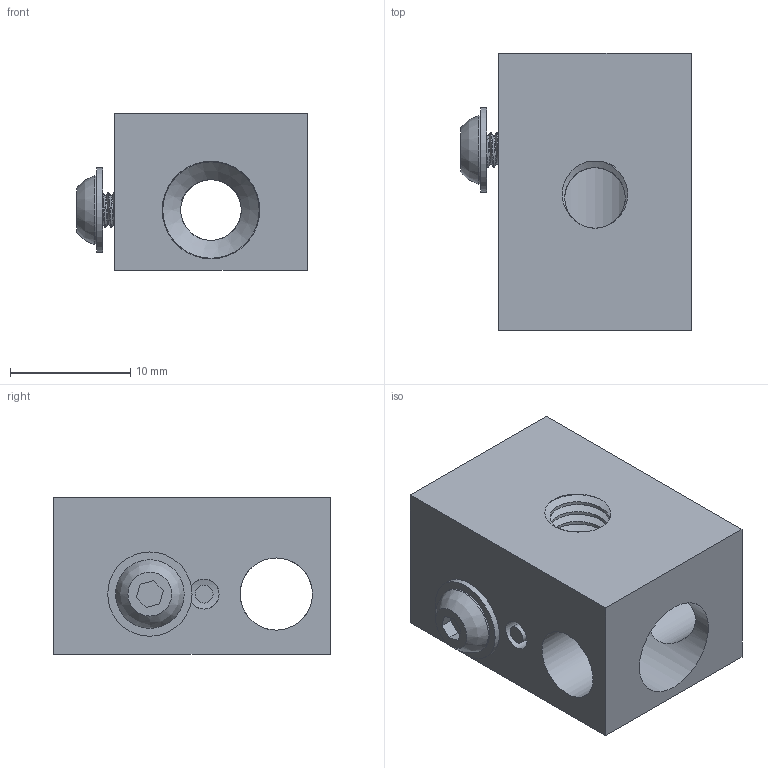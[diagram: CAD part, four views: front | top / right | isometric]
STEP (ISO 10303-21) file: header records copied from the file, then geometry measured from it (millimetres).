
FILE_DESCRIPTION(/* description */ (''),/* implementation_level */ '2;1');
FILE_NAME(/* name */ 'Hotend Heater block.step',/* time_stamp */ '2022-05-18T19:31:06-04:00',/* author */ (''),/* organization */ (''),/* preprocessor_version */ 'ST-DEVELOPER v18.1',/* originating_system */ 'Autodesk Translation Framework v10.14.0.1471',/* authorisation */ '');
FILE_SCHEMA (('AUTOMOTIVE_DESIGN { 1 0 10303 214 3 1 1 }'));
Length unit declared in the file: millimetre
Products named in the file (5): Hotend Heater block; M3x4 buttonhead; ISO 7380-1 M3x16mm; M3 Washer; Thermistor
Assembly tree (4 placements, depth 3):
  Hotend Heater block
    M3x4 buttonhead
      ISO 7380-1 M3x16mm
    M3 Washer
    Thermistor
Bounding box: 19.15 x 23 x 13 mm (x, y, z)
Volume: 3394.6 mm3; surface area: 2701 mm2
Topology: 4 solids, 4 shells, 106 faces, 294 edges, 196 vertices
Faces by surface type: cylinder 68, plane 24, bspline 13, cone 1
Full cylindrical faces by diameter (mm): 1.5 x1, 2.356 x8, 2.5 x1, 2.529 x2, 2.927 x7, 3.086 x3, 3.2 x1, 5.035 x4, 5.7 x1, 6 x2, 6.147 x2, 7 x1, 8.1 x1
Entity records: 10975 total; most frequent: CARTESIAN_POINT 8423, ORIENTED_EDGE 588, DIRECTION 365, EDGE_CURVE 294, VERTEX_POINT 196, B_SPLINE_CURVE_WITH_KNOTS 168, AXIS2_PLACEMENT_3D 137, EDGE_LOOP 120
